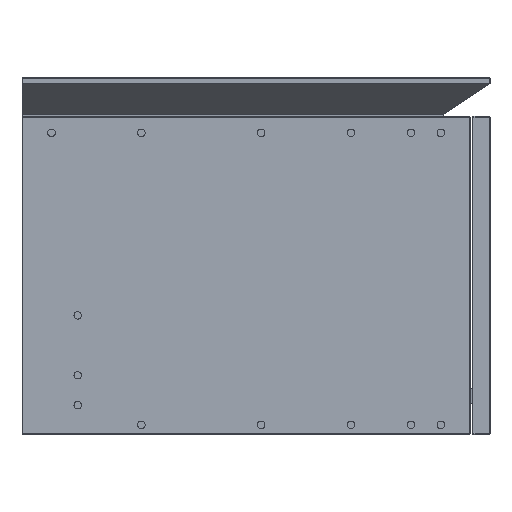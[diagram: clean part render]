
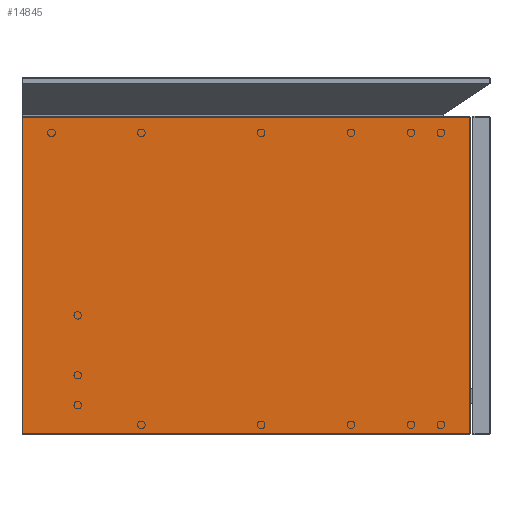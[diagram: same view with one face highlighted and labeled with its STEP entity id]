
A CAD part, left-side view. The second image highlights one B-rep face of the part: STEP entity #14845.
In plain terms, the highlighted planar face has unit normal (-1, 0, 0).
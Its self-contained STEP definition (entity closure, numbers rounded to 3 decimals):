
#14750=CARTESIAN_POINT('',(-3921.362,26648.364,-0.8));
#14751=VERTEX_POINT('',#14750);
#14758=CARTESIAN_POINT('',(-3921.362,26170.164,-0.8));
#14759=VERTEX_POINT('',#14758);
#14760=CARTESIAN_POINT('',(-3921.362,26648.364,-0.8));
#14761=DIRECTION('',(0.0,-1.0,0.0));
#14762=VECTOR('',#14761,478.2);
#14763=LINE('',#14760,#14762);
#14764=EDGE_CURVE('',#14751,#14759,#14763,.T.);
#14781=CARTESIAN_POINT('',(-3921.362,26170.164,-339.2));
#14782=VERTEX_POINT('',#14781);
#14783=CARTESIAN_POINT('',(-3921.362,26170.164,-0.8));
#14784=DIRECTION('',(0.0,0.0,-1.0));
#14785=VECTOR('',#14784,338.4);
#14786=LINE('',#14783,#14785);
#14787=EDGE_CURVE('',#14759,#14782,#14786,.T.);
#14822=CARTESIAN_POINT('',(-3921.362,26409.264,-0.799));
#14823=DIRECTION('',(-1.0,0.0,0.0));
#14824=DIRECTION('',(0.0,0.0,1.0));
#14825=AXIS2_PLACEMENT_3D('',#14822,#14823,#14824);
#14826=PLANE('',#14825);
#14827=ORIENTED_EDGE('',*,*,#14764,.F.);
#14828=CARTESIAN_POINT('',(-3921.362,26648.364,-339.2));
#14829=VERTEX_POINT('',#14828);
#14830=CARTESIAN_POINT('',(-3921.362,26648.364,-339.2));
#14831=DIRECTION('',(0.0,0.0,1.0));
#14832=VECTOR('',#14831,338.4);
#14833=LINE('',#14830,#14832);
#14834=EDGE_CURVE('',#14829,#14751,#14833,.T.);
#14835=ORIENTED_EDGE('',*,*,#14834,.F.);
#14836=CARTESIAN_POINT('',(-3921.362,26170.164,-339.2));
#14837=DIRECTION('',(0.0,1.0,0.0));
#14838=VECTOR('',#14837,478.2);
#14839=LINE('',#14836,#14838);
#14840=EDGE_CURVE('',#14782,#14829,#14839,.T.);
#14841=ORIENTED_EDGE('',*,*,#14840,.F.);
#14842=ORIENTED_EDGE('',*,*,#14787,.F.);
#14843=EDGE_LOOP('',(#14827,#14835,#14841,#14842));
#14844=FACE_OUTER_BOUND('',#14843,.T.);
#14845=ADVANCED_FACE('',(#14844),#14826,.T.);
